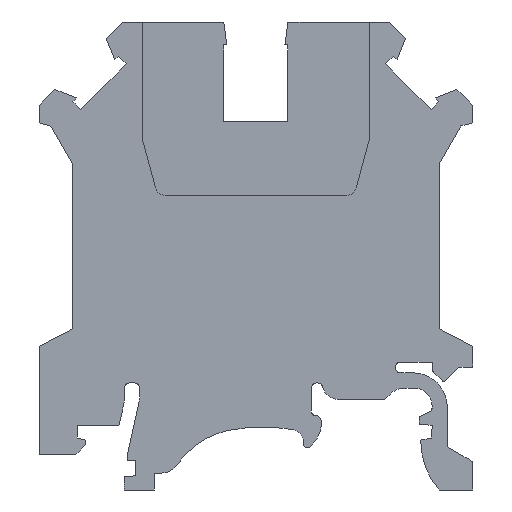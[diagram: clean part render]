
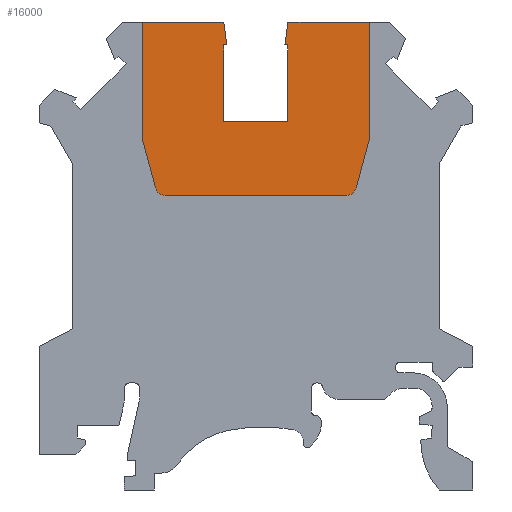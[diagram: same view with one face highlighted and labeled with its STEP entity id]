
A CAD part, left-side view. The second image highlights one B-rep face of the part: STEP entity #16000.
In plain terms, the highlighted face is planar.
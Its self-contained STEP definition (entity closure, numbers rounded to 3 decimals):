
#750=CARTESIAN_POINT('',(9.85,18.141,-4.6));
#760=VERTEX_POINT('',#750);
#810=CARTESIAN_POINT('',(8.884,18.4,-4.6));
#820=DIRECTION('',(0.,0.,-1.));
#830=DIRECTION('',(-1.,0.,0.));
#840=AXIS2_PLACEMENT_3D('',#810,#820,#830);
#850=CIRCLE('',#840,1.);
#860=CARTESIAN_POINT('',(8.884,17.4,-4.6));
#870=VERTEX_POINT('',#860);
#880=EDGE_CURVE('',#760,#870,#850,.T.);
#1450=CARTESIAN_POINT('',(-3.146,34.4,-4.6));
#1460=VERTEX_POINT('',#1450);
#1770=CARTESIAN_POINT('',(-11.125,34.4,-4.6));
#1780=VERTEX_POINT('',#1770);
#1810=CARTESIAN_POINT('',(0.,34.4,-4.6));
#1820=DIRECTION('',(-1.,0.,0.));
#1830=VECTOR('',#1820,1.);
#1840=LINE('',#1810,#1830);
#1850=EDGE_CURVE('',#1460,#1780,#1840,.T.);
#2250=CARTESIAN_POINT('',(3.146,34.4,-4.6));
#2260=VERTEX_POINT('',#2250);
#2310=CARTESIAN_POINT('',(0.,34.4,-4.6));
#2320=DIRECTION('',(-1.,0.,0.));
#2330=VECTOR('',#2320,1.);
#2340=LINE('',#2310,#2330);
#2350=CARTESIAN_POINT('',(11.125,34.4,-4.6));
#2360=VERTEX_POINT('',#2350);
#2370=EDGE_CURVE('',#2360,#2260,#2340,.T.);
#3660=CARTESIAN_POINT('',(0.,17.4,-4.6));
#3670=DIRECTION('',(-1.,0.,0.));
#3680=VECTOR('',#3670,1.);
#3690=LINE('',#3660,#3680);
#3700=CARTESIAN_POINT('',(-8.884,17.4,-4.6));
#3710=VERTEX_POINT('',#3700);
#3720=EDGE_CURVE('',#870,#3710,#3690,.T.);
#4070=CARTESIAN_POINT('',(11.125,22.9,-4.6));
#4080=VERTEX_POINT('',#4070);
#4130=CARTESIAN_POINT('',(4.989,0.,-4.6));
#4140=DIRECTION('',(-0.259,-0.966,0.));
#4150=VECTOR('',#4140,1.);
#4160=LINE('',#4130,#4150);
#4170=EDGE_CURVE('',#4080,#760,#4160,.T.);
#14540=CARTESIAN_POINT('',(-11.125,22.9,-4.6));
#14550=VERTEX_POINT('',#14540);
#14580=CARTESIAN_POINT('',(-11.125,0.,-4.6));
#14590=DIRECTION('',(0.,1.,0.));
#14600=VECTOR('',#14590,1.);
#14610=LINE('',#14580,#14600);
#14620=EDGE_CURVE('',#14550,#1780,#14610,.T.);
#14900=CARTESIAN_POINT('',(-9.85,18.141,-4.6));
#14910=VERTEX_POINT('',#14900);
#14960=CARTESIAN_POINT('',(-4.989,0.,-4.6));
#14970=DIRECTION('',(-0.259,0.966,0.));
#14980=VECTOR('',#14970,1.);
#14990=LINE('',#14960,#14980);
#15000=EDGE_CURVE('',#14910,#14550,#14990,.T.);
#15190=CARTESIAN_POINT('',(5.352,29.4,-4.6));
#15200=DIRECTION('',(0.,0.,-1.));
#15210=DIRECTION('',(-1.,0.,0.));
#15220=AXIS2_PLACEMENT_3D('',#15190,#15200,#15210);
#15230=PLANE('',#15220);
#15240=CARTESIAN_POINT('',(-1.383,0.,-4.6));
#15250=DIRECTION('',(-0.131,-0.991,0.));
#15260=VECTOR('',#15250,1.);
#15270=LINE('',#15240,#15260);
#15280=CARTESIAN_POINT('',(2.85,32.15,-4.6));
#15290=VERTEX_POINT('',#15280);
#15300=EDGE_CURVE('',#2260,#15290,#15270,.T.);
#15310=ORIENTED_EDGE('',*,*,#15300,.F.);
#15320=CARTESIAN_POINT('',(0.,32.15,-4.6));
#15330=DIRECTION('',(1.,0.,0.));
#15340=VECTOR('',#15330,1.);
#15350=LINE('',#15320,#15340);
#15360=CARTESIAN_POINT('',(3.15,32.15,-4.6));
#15370=VERTEX_POINT('',#15360);
#15380=EDGE_CURVE('',#15290,#15370,#15350,.T.);
#15390=ORIENTED_EDGE('',*,*,#15380,.F.);
#15400=CARTESIAN_POINT('',(3.15,0.,-4.6));
#15410=DIRECTION('',(0.,-1.,0.));
#15420=VECTOR('',#15410,1.);
#15430=LINE('',#15400,#15420);
#15440=CARTESIAN_POINT('',(3.15,24.6,-4.6));
#15450=VERTEX_POINT('',#15440);
#15460=EDGE_CURVE('',#15370,#15450,#15430,.T.);
#15470=ORIENTED_EDGE('',*,*,#15460,.F.);
#15480=CARTESIAN_POINT('',(0.,24.6,-4.6));
#15490=DIRECTION('',(-1.,0.,0.));
#15500=VECTOR('',#15490,1.);
#15510=LINE('',#15480,#15500);
#15520=CARTESIAN_POINT('',(-3.15,24.6,-4.6));
#15530=VERTEX_POINT('',#15520);
#15540=EDGE_CURVE('',#15450,#15530,#15510,.T.);
#15550=ORIENTED_EDGE('',*,*,#15540,.F.);
#15560=CARTESIAN_POINT('',(-3.15,0.,-4.6));
#15570=DIRECTION('',(0.,1.,0.));
#15580=VECTOR('',#15570,1.);
#15590=LINE('',#15560,#15580);
#15600=CARTESIAN_POINT('',(-3.15,32.15,-4.6));
#15610=VERTEX_POINT('',#15600);
#15620=EDGE_CURVE('',#15530,#15610,#15590,.T.);
#15630=ORIENTED_EDGE('',*,*,#15620,.F.);
#15640=CARTESIAN_POINT('',(0.,32.15,-4.6));
#15650=DIRECTION('',(1.,0.,0.));
#15660=VECTOR('',#15650,1.);
#15670=LINE('',#15640,#15660);
#15680=CARTESIAN_POINT('',(-2.85,32.15,-4.6));
#15690=VERTEX_POINT('',#15680);
#15700=EDGE_CURVE('',#15610,#15690,#15670,.T.);
#15710=ORIENTED_EDGE('',*,*,#15700,.F.);
#15720=CARTESIAN_POINT('',(1.383,0.,-4.6));
#15730=DIRECTION('',(-0.131,0.991,0.));
#15740=VECTOR('',#15730,1.);
#15750=LINE('',#15720,#15740);
#15760=EDGE_CURVE('',#15690,#1460,#15750,.T.);
#15770=ORIENTED_EDGE('',*,*,#15760,.F.);
#15780=ORIENTED_EDGE('',*,*,#1850,.F.);
#15790=ORIENTED_EDGE('',*,*,#14620,.T.);
#15800=ORIENTED_EDGE('',*,*,#15000,.T.);
#15810=CARTESIAN_POINT('',(-8.884,18.4,-4.6));
#15820=DIRECTION('',(0.,0.,-1.));
#15830=DIRECTION('',(-1.,0.,0.));
#15840=AXIS2_PLACEMENT_3D('',#15810,#15820,#15830);
#15850=CIRCLE('',#15840,1.);
#15860=EDGE_CURVE('',#3710,#14910,#15850,.T.);
#15870=ORIENTED_EDGE('',*,*,#15860,.T.);
#15880=ORIENTED_EDGE('',*,*,#3720,.T.);
#15890=ORIENTED_EDGE('',*,*,#880,.T.);
#15900=ORIENTED_EDGE('',*,*,#4170,.T.);
#15910=CARTESIAN_POINT('',(11.125,0.,-4.6));
#15920=DIRECTION('',(0.,-1.,0.));
#15930=VECTOR('',#15920,1.);
#15940=LINE('',#15910,#15930);
#15950=EDGE_CURVE('',#2360,#4080,#15940,.T.);
#15960=ORIENTED_EDGE('',*,*,#15950,.T.);
#15970=ORIENTED_EDGE('',*,*,#2370,.F.);
#15980=EDGE_LOOP('',(#15970,#15960,#15900,#15890,#15880,#15870,#15800,
#15790,#15780,#15770,#15710,#15630,#15550,#15470,#15390,#15310));
#15990=FACE_OUTER_BOUND('',#15980,.T.);
#16000=ADVANCED_FACE('',(#15990),#15230,.T.);
